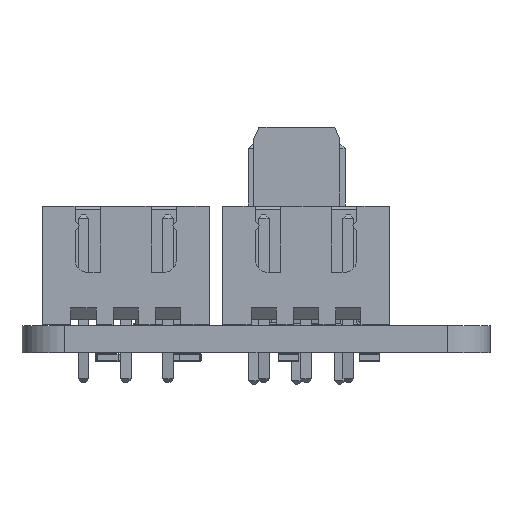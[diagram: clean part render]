
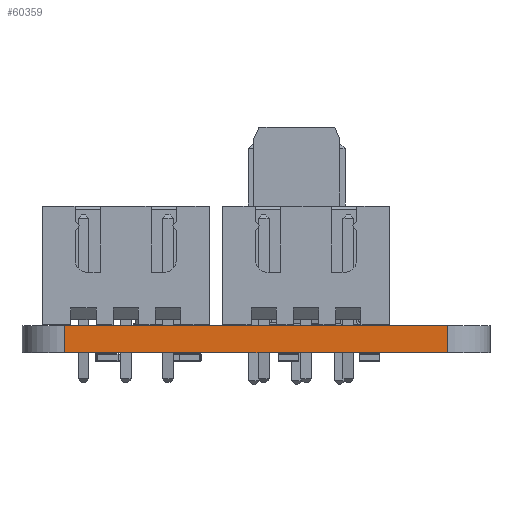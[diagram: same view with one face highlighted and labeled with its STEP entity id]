
A CAD part, front view. The second image highlights one B-rep face of the part: STEP entity #60359.
In plain terms, the highlighted planar face has unit normal (0, -1, 0).
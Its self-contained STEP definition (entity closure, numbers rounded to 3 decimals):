
#58747 = PLANE('',#58748);
#58748 = AXIS2_PLACEMENT_3D('',#58749,#58750,#58751);
#58749 = CARTESIAN_POINT('',(135.255,-97.79,1.6));
#58750 = DIRECTION('',(0.,0.,1.));
#58751 = DIRECTION('',(1.,0.,0.));
#58801 = PLANE('',#58802);
#58802 = AXIS2_PLACEMENT_3D('',#58803,#58804,#58805);
#58803 = CARTESIAN_POINT('',(135.255,-97.79,0.));
#58804 = DIRECTION('',(0.,0.,1.));
#58805 = DIRECTION('',(1.,0.,0.));
#58998 = VERTEX_POINT('',#58999);
#58999 = CARTESIAN_POINT('',(123.952,-113.792,0.));
#59014 = CYLINDRICAL_SURFACE('',#59015,2.54);
#59015 = AXIS2_PLACEMENT_3D('',#59016,#59017,#59018);
#59016 = CARTESIAN_POINT('',(123.952,-111.252,0.));
#59017 = DIRECTION('',(0.,0.,-1.));
#59018 = DIRECTION('',(1.,0.,0.));
#59026 = EDGE_CURVE('',#58998,#59027,#59029,.T.);
#59027 = VERTEX_POINT('',#59028);
#59028 = CARTESIAN_POINT('',(146.558,-113.792,0.));
#59029 = SURFACE_CURVE('',#59030,(#59034,#59041),.PCURVE_S1.);
#59030 = LINE('',#59031,#59032);
#59031 = CARTESIAN_POINT('',(123.952,-113.792,0.));
#59032 = VECTOR('',#59033,1.);
#59033 = DIRECTION('',(1.,0.,0.));
#59034 = PCURVE('',#58801,#59035);
#59035 = DEFINITIONAL_REPRESENTATION('',(#59036),#59040);
#59036 = LINE('',#59037,#59038);
#59037 = CARTESIAN_POINT('',(-11.303,-16.002));
#59038 = VECTOR('',#59039,1.);
#59039 = DIRECTION('',(1.,0.));
#59040 = ( GEOMETRIC_REPRESENTATION_CONTEXT(2) 
PARAMETRIC_REPRESENTATION_CONTEXT() REPRESENTATION_CONTEXT('2D SPACE',''
  ) );
#59041 = PCURVE('',#59042,#59047);
#59042 = PLANE('',#59043);
#59043 = AXIS2_PLACEMENT_3D('',#59044,#59045,#59046);
#59044 = CARTESIAN_POINT('',(123.952,-113.792,0.));
#59045 = DIRECTION('',(0.,1.,0.));
#59046 = DIRECTION('',(1.,0.,0.));
#59047 = DEFINITIONAL_REPRESENTATION('',(#59048),#59052);
#59048 = LINE('',#59049,#59050);
#59049 = CARTESIAN_POINT('',(0.,0.));
#59050 = VECTOR('',#59051,1.);
#59051 = DIRECTION('',(1.,0.));
#59052 = ( GEOMETRIC_REPRESENTATION_CONTEXT(2) 
PARAMETRIC_REPRESENTATION_CONTEXT() REPRESENTATION_CONTEXT('2D SPACE',''
  ) );
#59071 = CYLINDRICAL_SURFACE('',#59072,2.54);
#59072 = AXIS2_PLACEMENT_3D('',#59073,#59074,#59075);
#59073 = CARTESIAN_POINT('',(146.558,-111.252,0.));
#59074 = DIRECTION('',(0.,0.,-1.));
#59075 = DIRECTION('',(1.,0.,0.));
#59692 = VERTEX_POINT('',#59693);
#59693 = CARTESIAN_POINT('',(123.952,-113.792,1.6));
#59715 = EDGE_CURVE('',#59692,#59716,#59718,.T.);
#59716 = VERTEX_POINT('',#59717);
#59717 = CARTESIAN_POINT('',(146.558,-113.792,1.6));
#59718 = SURFACE_CURVE('',#59719,(#59723,#59730),.PCURVE_S1.);
#59719 = LINE('',#59720,#59721);
#59720 = CARTESIAN_POINT('',(123.952,-113.792,1.6));
#59721 = VECTOR('',#59722,1.);
#59722 = DIRECTION('',(1.,0.,0.));
#59723 = PCURVE('',#58747,#59724);
#59724 = DEFINITIONAL_REPRESENTATION('',(#59725),#59729);
#59725 = LINE('',#59726,#59727);
#59726 = CARTESIAN_POINT('',(-11.303,-16.002));
#59727 = VECTOR('',#59728,1.);
#59728 = DIRECTION('',(1.,0.));
#59729 = ( GEOMETRIC_REPRESENTATION_CONTEXT(2) 
PARAMETRIC_REPRESENTATION_CONTEXT() REPRESENTATION_CONTEXT('2D SPACE',''
  ) );
#59730 = PCURVE('',#59042,#59731);
#59731 = DEFINITIONAL_REPRESENTATION('',(#59732),#59736);
#59732 = LINE('',#59733,#59734);
#59733 = CARTESIAN_POINT('',(0.,-1.6));
#59734 = VECTOR('',#59735,1.);
#59735 = DIRECTION('',(1.,0.));
#59736 = ( GEOMETRIC_REPRESENTATION_CONTEXT(2) 
PARAMETRIC_REPRESENTATION_CONTEXT() REPRESENTATION_CONTEXT('2D SPACE',''
  ) );
#60309 = EDGE_CURVE('',#59027,#59716,#60310,.T.);
#60310 = SURFACE_CURVE('',#60311,(#60315,#60322),.PCURVE_S1.);
#60311 = LINE('',#60312,#60313);
#60312 = CARTESIAN_POINT('',(146.558,-113.792,0.));
#60313 = VECTOR('',#60314,1.);
#60314 = DIRECTION('',(0.,0.,1.));
#60315 = PCURVE('',#59071,#60316);
#60316 = DEFINITIONAL_REPRESENTATION('',(#60317),#60321);
#60317 = LINE('',#60318,#60319);
#60318 = CARTESIAN_POINT('',(-4.712,0.));
#60319 = VECTOR('',#60320,1.);
#60320 = DIRECTION('',(0.,-1.));
#60321 = ( GEOMETRIC_REPRESENTATION_CONTEXT(2) 
PARAMETRIC_REPRESENTATION_CONTEXT() REPRESENTATION_CONTEXT('2D SPACE',''
  ) );
#60322 = PCURVE('',#59042,#60323);
#60323 = DEFINITIONAL_REPRESENTATION('',(#60324),#60328);
#60324 = LINE('',#60325,#60326);
#60325 = CARTESIAN_POINT('',(22.606,0.));
#60326 = VECTOR('',#60327,1.);
#60327 = DIRECTION('',(0.,-1.));
#60328 = ( GEOMETRIC_REPRESENTATION_CONTEXT(2) 
PARAMETRIC_REPRESENTATION_CONTEXT() REPRESENTATION_CONTEXT('2D SPACE',''
  ) );
#60338 = EDGE_CURVE('',#58998,#59692,#60339,.T.);
#60339 = SURFACE_CURVE('',#60340,(#60344,#60351),.PCURVE_S1.);
#60340 = LINE('',#60341,#60342);
#60341 = CARTESIAN_POINT('',(123.952,-113.792,0.));
#60342 = VECTOR('',#60343,1.);
#60343 = DIRECTION('',(0.,0.,1.));
#60344 = PCURVE('',#59014,#60345);
#60345 = DEFINITIONAL_REPRESENTATION('',(#60346),#60350);
#60346 = LINE('',#60347,#60348);
#60347 = CARTESIAN_POINT('',(-4.712,0.));
#60348 = VECTOR('',#60349,1.);
#60349 = DIRECTION('',(0.,-1.));
#60350 = ( GEOMETRIC_REPRESENTATION_CONTEXT(2) 
PARAMETRIC_REPRESENTATION_CONTEXT() REPRESENTATION_CONTEXT('2D SPACE',''
  ) );
#60351 = PCURVE('',#59042,#60352);
#60352 = DEFINITIONAL_REPRESENTATION('',(#60353),#60357);
#60353 = LINE('',#60354,#60355);
#60354 = CARTESIAN_POINT('',(0.,0.));
#60355 = VECTOR('',#60356,1.);
#60356 = DIRECTION('',(0.,-1.));
#60357 = ( GEOMETRIC_REPRESENTATION_CONTEXT(2) 
PARAMETRIC_REPRESENTATION_CONTEXT() REPRESENTATION_CONTEXT('2D SPACE',''
  ) );
#60359 = ADVANCED_FACE('',(#60360),#59042,.F.);
#60360 = FACE_BOUND('',#60361,.F.);
#60361 = EDGE_LOOP('',(#60362,#60363,#60364,#60365));
#60362 = ORIENTED_EDGE('',*,*,#60338,.T.);
#60363 = ORIENTED_EDGE('',*,*,#59715,.T.);
#60364 = ORIENTED_EDGE('',*,*,#60309,.F.);
#60365 = ORIENTED_EDGE('',*,*,#59026,.F.);
